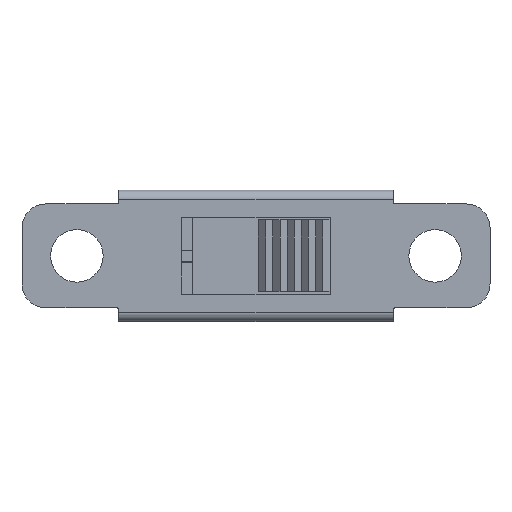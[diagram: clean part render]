
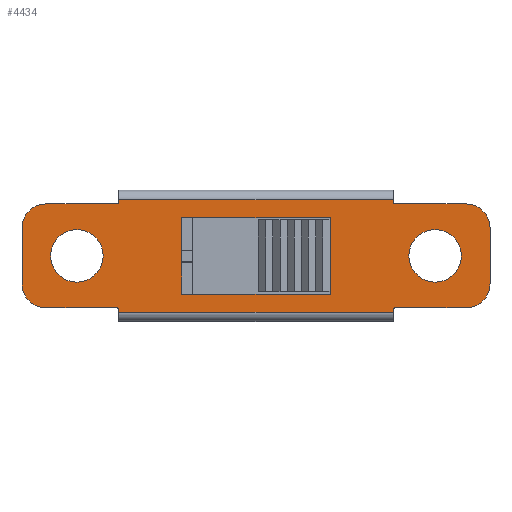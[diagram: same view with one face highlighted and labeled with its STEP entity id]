
A CAD part, top view. The second image highlights one B-rep face of the part: STEP entity #4434.
In plain terms, the highlighted planar face has unit normal (0, 0, 1).
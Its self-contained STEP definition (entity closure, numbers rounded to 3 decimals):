
#1640=CARTESIAN_POINT('',(2.0,6.1,4.901));
#1641=VERTEX_POINT('',#1640);
#1649=CARTESIAN_POINT('',(2.0,6.025,4.901));
#1650=VERTEX_POINT('',#1649);
#1651=CARTESIAN_POINT('',(2.0,0.0,4.901));
#1652=DIRECTION('',(0.0,1.0,0.0));
#1653=VECTOR('',#1652,1.0);
#1654=LINE('',#1651,#1653);
#1655=EDGE_CURVE('n� 251303',#1650,#1641,#1654,.T.);
#1671=CARTESIAN_POINT('',(1.9,5.925,4.901));
#1672=VERTEX_POINT('',#1671);
#1673=CARTESIAN_POINT('',(1.9,6.025,4.901));
#1674=DIRECTION('',(0.0,0.0,-1.0));
#1675=DIRECTION('',(0.0,1.0,0.0));
#1676=AXIS2_PLACEMENT_3D('',#1673,#1674,#1675);
#1677=CIRCLE('',#1676,0.1);
#1678=EDGE_CURVE('n� 251043',#1650,#1672,#1677,.T.);
#1764=CARTESIAN_POINT('',(13.5,6.1,4.901));
#1765=VERTEX_POINT('',#1764);
#1780=CARTESIAN_POINT('',(2.0,6.1,4.901));
#1781=DIRECTION('',(1.0,0.0,0.0));
#1782=VECTOR('',#1781,1.0);
#1783=LINE('',#1780,#1782);
#1784=EDGE_CURVE('n� 172509',#1641,#1765,#1783,.T.);
#1828=CARTESIAN_POINT('',(13.5,6.025,4.901));
#1829=VERTEX_POINT('',#1828);
#1830=CARTESIAN_POINT('',(13.5,0.0,4.901));
#1831=DIRECTION('',(0.0,1.0,0.0));
#1832=VECTOR('',#1831,1.0);
#1833=LINE('',#1830,#1832);
#1834=EDGE_CURVE('n� 250053',#1829,#1765,#1833,.T.);
#1917=CARTESIAN_POINT('',(13.6,5.925,4.901));
#1918=VERTEX_POINT('',#1917);
#1925=CARTESIAN_POINT('',(13.6,6.025,4.901));
#1926=DIRECTION('',(0.0,0.0,-1.0));
#1927=DIRECTION('',(0.0,1.0,0.0));
#1928=AXIS2_PLACEMENT_3D('',#1925,#1926,#1927);
#1929=CIRCLE('',#1928,0.1);
#1930=EDGE_CURVE('n� 249785',#1918,#1829,#1929,.T.);
#1941=CARTESIAN_POINT('',(13.5,1.4,4.901));
#1942=VERTEX_POINT('',#1941);
#1943=CARTESIAN_POINT('',(13.5,1.475,4.901));
#1944=VERTEX_POINT('',#1943);
#1945=CARTESIAN_POINT('',(13.5,0.0,4.901));
#1946=DIRECTION('',(0.0,1.0,0.0));
#1947=VECTOR('',#1946,1.0);
#1948=LINE('',#1945,#1947);
#1949=EDGE_CURVE('n� 250469',#1942,#1944,#1948,.T.);
#2007=CARTESIAN_POINT('',(13.6,1.575,4.901));
#2008=VERTEX_POINT('',#2007);
#2009=CARTESIAN_POINT('',(13.6,1.475,4.901));
#2010=DIRECTION('',(0.0,0.0,-1.0));
#2011=DIRECTION('',(0.0,1.0,0.0));
#2012=AXIS2_PLACEMENT_3D('',#2009,#2010,#2011);
#2013=CIRCLE('',#2012,0.1);
#2014=EDGE_CURVE('n� 250208',#1944,#2008,#2013,.T.);
#2099=CARTESIAN_POINT('',(2.0,1.4,4.901));
#2100=VERTEX_POINT('',#2099);
#2101=CARTESIAN_POINT('',(2.0,1.4,4.901));
#2102=DIRECTION('',(1.0,0.0,0.0));
#2103=VECTOR('',#2102,1.0);
#2104=LINE('',#2101,#2103);
#2105=EDGE_CURVE('n� 172365',#2100,#1942,#2104,.T.);
#2130=CARTESIAN_POINT('',(2.0,1.475,4.901));
#2131=VERTEX_POINT('',#2130);
#2132=CARTESIAN_POINT('',(2.0,0.0,4.901));
#2133=DIRECTION('',(0.0,1.0,0.0));
#2134=VECTOR('',#2133,1.0);
#2135=LINE('',#2132,#2134);
#2136=EDGE_CURVE('n� 250888',#2100,#2131,#2135,.T.);
#2253=CARTESIAN_POINT('',(1.9,1.575,4.901));
#2254=VERTEX_POINT('',#2253);
#2261=CARTESIAN_POINT('',(1.9,1.475,4.901));
#2262=DIRECTION('',(0.0,0.0,-1.0));
#2263=DIRECTION('',(0.0,1.0,0.0));
#2264=AXIS2_PLACEMENT_3D('',#2261,#2262,#2263);
#2265=CIRCLE('',#2264,0.1);
#2266=EDGE_CURVE('n� 250627',#2254,#2131,#2265,.T.);
#3813=CARTESIAN_POINT('',(4.65,5.35,4.901));
#3814=VERTEX_POINT('',#3813);
#3823=CARTESIAN_POINT('',(4.65,2.15,4.901));
#3824=VERTEX_POINT('',#3823);
#3825=CARTESIAN_POINT('',(4.65,5.35,4.901));
#3826=DIRECTION('',(0.0,-1.0,0.0));
#3827=VECTOR('',#3826,1.0);
#3828=LINE('',#3825,#3827);
#3829=EDGE_CURVE('n� 247024',#3814,#3824,#3828,.T.);
#3853=CARTESIAN_POINT('',(10.85,5.35,4.901));
#3854=VERTEX_POINT('',#3853);
#3863=CARTESIAN_POINT('',(10.85,5.35,4.901));
#3864=DIRECTION('',(-1.0,0.0,0.0));
#3865=VECTOR('',#3864,1.0);
#3866=LINE('',#3863,#3865);
#3867=EDGE_CURVE('n� 247021',#3854,#3814,#3866,.T.);
#3885=CARTESIAN_POINT('',(10.85,2.15,4.901));
#3886=VERTEX_POINT('',#3885);
#3887=CARTESIAN_POINT('',(4.65,2.15,4.901));
#3888=DIRECTION('',(1.0,-0.0,0.0));
#3889=VECTOR('',#3888,1.0);
#3890=LINE('',#3887,#3889);
#3891=EDGE_CURVE('n� 247015',#3824,#3886,#3890,.T.);
#3916=CARTESIAN_POINT('',(10.85,2.15,4.901));
#3917=DIRECTION('',(0.0,1.0,0.0));
#3918=VECTOR('',#3917,1.0);
#3919=LINE('',#3916,#3918);
#3920=EDGE_CURVE('n� 247018',#3886,#3854,#3919,.T.);
#3937=CARTESIAN_POINT('',(1.35,3.75,4.901));
#3938=VERTEX_POINT('',#3937);
#3947=CARTESIAN_POINT('',(-0.85,3.75,4.901));
#3948=VERTEX_POINT('',#3947);
#3949=CARTESIAN_POINT('',(0.25,3.75,4.901));
#3950=DIRECTION('',(-0.0,-0.0,1.0));
#3951=DIRECTION('',(-0.0,-1.0,-0.0));
#3952=AXIS2_PLACEMENT_3D('',#3949,#3950,#3951);
#3953=CIRCLE('',#3952,1.1);
#3954=EDGE_CURVE('n� 246892',#3948,#3938,#3953,.T.);
#3980=CARTESIAN_POINT('',(0.25,3.75,4.901));
#3981=DIRECTION('',(-0.0,-0.0,1.0));
#3982=DIRECTION('',(-0.0,-1.0,-0.0));
#3983=AXIS2_PLACEMENT_3D('',#3980,#3981,#3982);
#3984=CIRCLE('',#3983,1.1);
#3985=EDGE_CURVE('n� 246889',#3938,#3948,#3984,.T.);
#4003=CARTESIAN_POINT('',(16.35,3.75,4.901));
#4004=VERTEX_POINT('',#4003);
#4013=CARTESIAN_POINT('',(14.15,3.75,4.901));
#4014=VERTEX_POINT('',#4013);
#4015=CARTESIAN_POINT('',(15.25,3.75,4.901));
#4016=DIRECTION('',(-0.0,-0.0,1.0));
#4017=DIRECTION('',(-0.0,-1.0,-0.0));
#4018=AXIS2_PLACEMENT_3D('',#4015,#4016,#4017);
#4019=CIRCLE('',#4018,1.1);
#4020=EDGE_CURVE('n� 246810',#4014,#4004,#4019,.T.);
#4046=CARTESIAN_POINT('',(15.25,3.75,4.901));
#4047=DIRECTION('',(-0.0,-0.0,1.0));
#4048=DIRECTION('',(-0.0,-1.0,-0.0));
#4049=AXIS2_PLACEMENT_3D('',#4046,#4047,#4048);
#4050=CIRCLE('',#4049,1.1);
#4051=EDGE_CURVE('n� 246807',#4004,#4014,#4050,.T.);
#4077=CARTESIAN_POINT('',(16.55,1.575,4.901));
#4078=VERTEX_POINT('',#4077);
#4085=CARTESIAN_POINT('',(15.525,1.575,4.901));
#4086=DIRECTION('',(1.0,0.0,0.0));
#4087=VECTOR('',#4086,1.0);
#4088=LINE('',#4085,#4087);
#4089=EDGE_CURVE('n� 250472',#2008,#4078,#4088,.T.);
#4109=CARTESIAN_POINT('',(17.55,2.575,4.901));
#4110=VERTEX_POINT('',#4109);
#4117=CARTESIAN_POINT('',(16.55,2.575,4.901));
#4118=DIRECTION('',(0.0,0.0,-1.0));
#4119=DIRECTION('',(0.0,1.0,0.0));
#4120=AXIS2_PLACEMENT_3D('',#4117,#4118,#4119);
#4121=CIRCLE('',#4120,1.0);
#4122=EDGE_CURVE('n� 247858',#4110,#4078,#4121,.T.);
#4133=CARTESIAN_POINT('',(16.55,5.925,4.901));
#4134=VERTEX_POINT('',#4133);
#4135=CARTESIAN_POINT('',(15.525,5.925,4.901));
#4136=DIRECTION('',(1.0,0.0,0.0));
#4137=VECTOR('',#4136,1.0);
#4138=LINE('',#4135,#4137);
#4139=EDGE_CURVE('n� 250051',#1918,#4134,#4138,.T.);
#4164=CARTESIAN_POINT('',(17.55,4.925,4.901));
#4165=VERTEX_POINT('',#4164);
#4166=CARTESIAN_POINT('',(17.55,5.925,4.901));
#4167=CARTESIAN_POINT('',(17.55,1.575,4.901));
#4168=B_SPLINE_CURVE_WITH_KNOTS('',1,(#4166,#4167),.UNSPECIFIED.,.F.,.U.,
 (2,2),(4.8,9.15),.UNSPECIFIED.);
#4169=EDGE_CURVE('n� 248018',#4165,#4110,#4168,.T.);
#4193=CARTESIAN_POINT('',(16.55,4.925,4.901));
#4194=DIRECTION('',(0.0,0.0,-1.0));
#4195=DIRECTION('',(0.0,1.0,0.0));
#4196=AXIS2_PLACEMENT_3D('',#4193,#4194,#4195);
#4197=CIRCLE('',#4196,1.0);
#4198=EDGE_CURVE('n� 247992',#4134,#4165,#4197,.T.);
#4225=CARTESIAN_POINT('',(-1.05,5.925,4.901));
#4226=VERTEX_POINT('',#4225);
#4233=CARTESIAN_POINT('',(2.0,5.925,4.901));
#4234=DIRECTION('',(-1.0,0.0,0.0));
#4235=VECTOR('',#4234,1.0);
#4236=LINE('',#4233,#4235);
#4237=EDGE_CURVE('n� 251305',#1672,#4226,#4236,.T.);
#4257=CARTESIAN_POINT('',(-2.05,4.925,4.901));
#4258=VERTEX_POINT('',#4257);
#4265=CARTESIAN_POINT('',(-1.05,4.925,4.901));
#4266=DIRECTION('',(0.0,0.0,-1.0));
#4267=DIRECTION('',(0.0,1.0,0.0));
#4268=AXIS2_PLACEMENT_3D('',#4265,#4266,#4267);
#4269=CIRCLE('',#4268,1.0);
#4270=EDGE_CURVE('n� 248102',#4258,#4226,#4269,.T.);
#4281=CARTESIAN_POINT('',(-1.05,1.575,4.901));
#4282=VERTEX_POINT('',#4281);
#4283=CARTESIAN_POINT('',(2.0,1.575,4.901));
#4284=DIRECTION('',(-1.0,0.0,0.0));
#4285=VECTOR('',#4284,1.0);
#4286=LINE('',#4283,#4285);
#4287=EDGE_CURVE('n� 250887',#2254,#4282,#4286,.T.);
#4312=CARTESIAN_POINT('',(-2.05,2.575,4.901));
#4313=VERTEX_POINT('',#4312);
#4314=CARTESIAN_POINT('',(-2.05,0.0,4.901));
#4315=DIRECTION('',(0.0,-1.0,0.0));
#4316=VECTOR('',#4315,1.0);
#4317=LINE('',#4314,#4316);
#4318=EDGE_CURVE('n� 248257',#4258,#4313,#4317,.T.);
#4387=ORIENTED_EDGE('n� 251039',*,*,#1678,.F.);
#4388=ORIENTED_EDGE('n� 172605',*,*,#1655,.T.);
#4389=ORIENTED_EDGE('n� 172547',*,*,#1784,.T.);
#4390=ORIENTED_EDGE('n� 172625',*,*,#1834,.F.);
#4391=ORIENTED_EDGE('n� 249781',*,*,#1930,.F.);
#4392=ORIENTED_EDGE('n� 241795',*,*,#4139,.T.);
#4393=ORIENTED_EDGE('n� 247988',*,*,#4198,.T.);
#4394=ORIENTED_EDGE('n� 241817',*,*,#4169,.T.);
#4395=ORIENTED_EDGE('n� 247854',*,*,#4122,.T.);
#4396=ORIENTED_EDGE('n� 241796',*,*,#4089,.F.);
#4397=ORIENTED_EDGE('n� 250204',*,*,#2014,.F.);
#4398=ORIENTED_EDGE('n� 172625',*,*,#1949,.F.);
#4399=ORIENTED_EDGE('n� 172545',*,*,#2105,.F.);
#4400=ORIENTED_EDGE('n� 172605',*,*,#2136,.T.);
#4401=ORIENTED_EDGE('n� 250623',*,*,#2266,.F.);
#4402=ORIENTED_EDGE('n� 237449',*,*,#4287,.T.);
#4403=CARTESIAN_POINT('',(-1.05,2.575,4.901));
#4404=DIRECTION('',(0.0,0.0,-1.0));
#4405=DIRECTION('',(0.0,1.0,0.0));
#4406=AXIS2_PLACEMENT_3D('',#4403,#4404,#4405);
#4407=CIRCLE('',#4406,1.0);
#4408=EDGE_CURVE('n� 248232',#4282,#4313,#4407,.T.);
#4409=ORIENTED_EDGE('n� 248228',*,*,#4408,.T.);
#4410=ORIENTED_EDGE('n� 237462',*,*,#4318,.F.);
#4411=ORIENTED_EDGE('n� 248098',*,*,#4270,.T.);
#4412=ORIENTED_EDGE('n� 237450',*,*,#4237,.F.);
#4413=EDGE_LOOP('',(
    #4387,#4388,#4389,#4390,#4391,#4392,#4393,#4394,#4395,#4396,
    #4397,#4398,#4399,#4400,#4401,#4402,#4409,#4410,#4411,#4412));
#4414=FACE_OUTER_BOUND('',#4413,.F.);
#4415=ORIENTED_EDGE('n� 246676',*,*,#4051,.T.);
#4416=ORIENTED_EDGE('n� 246676',*,*,#4020,.T.);
#4417=EDGE_LOOP('',(#4415,#4416));
#4418=FACE_BOUND('',#4417,.F.);
#4419=ORIENTED_EDGE('n� 246677',*,*,#3985,.T.);
#4420=ORIENTED_EDGE('n� 246677',*,*,#3954,.T.);
#4421=EDGE_LOOP('',(#4419,#4420));
#4422=FACE_BOUND('',#4421,.F.);
#4423=ORIENTED_EDGE('n� 246681',*,*,#3829,.T.);
#4424=ORIENTED_EDGE('n� 246678',*,*,#3891,.T.);
#4425=ORIENTED_EDGE('n� 246679',*,*,#3920,.T.);
#4426=ORIENTED_EDGE('n� 246680',*,*,#3867,.T.);
#4427=EDGE_LOOP('',(#4423,#4424,#4425,#4426));
#4428=FACE_BOUND('',#4427,.F.);
#4429=CARTESIAN_POINT('',(2.0,1.4,4.901));
#4430=DIRECTION('',(0.0,0.0,-1.0));
#4431=DIRECTION('',(0.0,1.0,0.0));
#4432=AXIS2_PLACEMENT_3D('',#4429,#4430,#4431);
#4433=PLANE('',#4432);
#4434=ADVANCED_FACE('n� 251312',(#4414,#4418,#4422,#4428),#4433,.F.);
